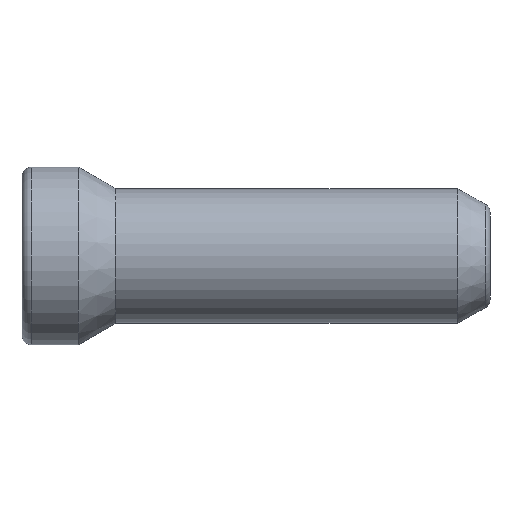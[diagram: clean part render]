
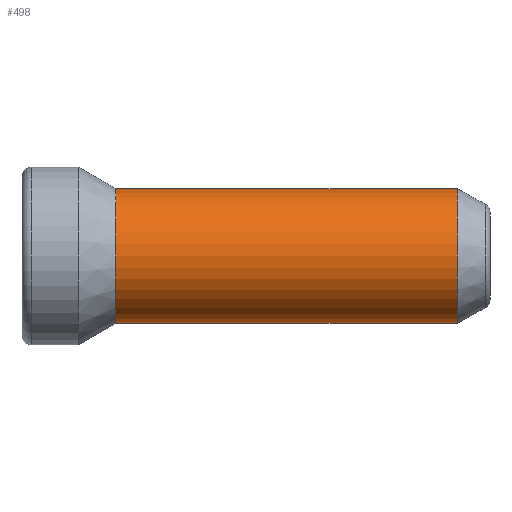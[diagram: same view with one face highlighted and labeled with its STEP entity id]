
A CAD part, left-side view. The second image highlights one B-rep face of the part: STEP entity #498.
In plain terms, the highlighted cylindrical face has radius 7.2 mm (diameter 14.4 mm), a partial arc.
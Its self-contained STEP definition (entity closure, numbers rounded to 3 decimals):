
#1 = CARTESIAN_POINT ( 'NONE',  ( 0., -46.5, 7.2 ) ) ;
#17 = FACE_OUTER_BOUND ( 'NONE', #66, .T. ) ;
#18 = CYLINDRICAL_SURFACE ( 'NONE', #28, 7.2 ) ;
#28 = AXIS2_PLACEMENT_3D ( 'NONE', #165, #166, #167 ) ;
#43 = VECTOR ( 'NONE', #204, 1000. ) ;
#66 = EDGE_LOOP ( 'NONE', ( #86, #85, #88, #83 ) ) ;
#83 = ORIENTED_EDGE ( 'NONE', *, *, #539, .F. ) ;
#85 = ORIENTED_EDGE ( 'NONE', *, *, #531, .T. ) ;
#86 = ORIENTED_EDGE ( 'NONE', *, *, #523, .F. ) ;
#88 = ORIENTED_EDGE ( 'NONE', *, *, #549, .T. ) ;
#165 = CARTESIAN_POINT ( 'NONE',  ( 0., 0., 0. ) ) ;
#166 = DIRECTION ( 'NONE',  ( 0., 1., 0. ) ) ;
#167 = DIRECTION ( 'NONE',  ( 0., 0., 1. ) ) ;
#202 = LINE ( 'NONE', #203, #43 ) ;
#203 = CARTESIAN_POINT ( 'NONE',  ( 0., 0., -7.2 ) ) ;
#204 = DIRECTION ( 'NONE',  ( 0., 1., 0. ) ) ;
#220 = CARTESIAN_POINT ( 'NONE',  ( 0., -10., 7.2 ) ) ;
#223 = CARTESIAN_POINT ( 'NONE',  ( 0., -46.5, -7.2 ) ) ;
#235 = AXIS2_PLACEMENT_3D ( 'NONE', #406, #410, #411 ) ;
#250 = VECTOR ( 'NONE', #443, 1000. ) ;
#285 = CARTESIAN_POINT ( 'NONE',  ( 0., -10., -7.2 ) ) ;
#287 = AXIS2_PLACEMENT_3D ( 'NONE', #388, #389, #390 ) ;
#359 = VERTEX_POINT ( 'NONE', #285 ) ;
#361 = VERTEX_POINT ( 'NONE', #220 ) ;
#366 = VERTEX_POINT ( 'NONE', #1 ) ;
#368 = VERTEX_POINT ( 'NONE', #223 ) ;
#388 = CARTESIAN_POINT ( 'NONE',  ( 0., -46.5, 0. ) ) ;
#389 = DIRECTION ( 'NONE',  ( 0., 1., 0. ) ) ;
#390 = DIRECTION ( 'NONE',  ( 0., 0., 1. ) ) ;
#406 = CARTESIAN_POINT ( 'NONE',  ( 0., -10., 0. ) ) ;
#410 = DIRECTION ( 'NONE',  ( 0., 1., 0. ) ) ;
#411 = DIRECTION ( 'NONE',  ( 0., 0., 1. ) ) ;
#441 = LINE ( 'NONE', #442, #250 ) ;
#442 = CARTESIAN_POINT ( 'NONE',  ( 0., 0., 7.2 ) ) ;
#443 = DIRECTION ( 'NONE',  ( 0., 1., 0. ) ) ;
#469 = CIRCLE ( 'NONE', #235, 7.2 ) ;
#480 = CIRCLE ( 'NONE', #287, 7.2 ) ;
#498 = ADVANCED_FACE ( 'NONE', ( #17 ), #18, .T. ) ;
#523 = EDGE_CURVE ( 'NONE', #368, #359, #202, .T. ) ;
#531 = EDGE_CURVE ( 'NONE', #368, #366, #480, .T. ) ;
#539 = EDGE_CURVE ( 'NONE', #359, #361, #469, .T. ) ;
#549 = EDGE_CURVE ( 'NONE', #366, #361, #441, .T. ) ;
